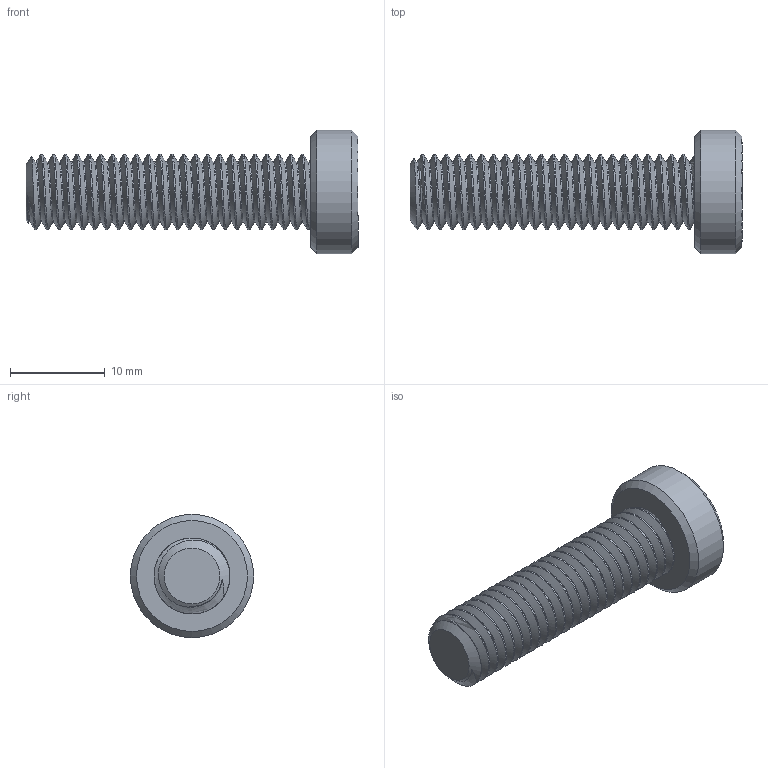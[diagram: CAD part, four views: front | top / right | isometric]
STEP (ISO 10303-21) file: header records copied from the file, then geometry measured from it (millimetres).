
FILE_DESCRIPTION(/* description */ (''),/* implementation_level */ '2;1');
FILE_NAME(/* name */ 'M8x30LHSCS-0 v1.step',/* time_stamp */ '2020-09-15T10:42:18-04:00',/* author */ (''),/* organization */ (''),/* preprocessor_version */ 'ST-DEVELOPER v18.1',/* originating_system */ 'Autodesk Translation Framework v9.3.0.1241',/* authorisation */ '');
FILE_SCHEMA (('AUTOMOTIVE_DESIGN { 1 0 10303 214 3 1 1 }'));
Length unit declared in the file: millimetre
Products named in the file (2): M8x30LHSCS-0; 92855A725
Assembly tree (1 placements, depth 2):
  M8x30LHSCS-0
    92855A725
Bounding box: 35 x 13 x 13 mm (x, y, z)
Volume: 1786.3 mm3; surface area: 1670.9 mm2
Topology: 1 solids, 1 shells, 72 faces, 191 edges, 123 vertices
Faces by surface type: cylinder 51, plane 10, cone 9, bspline 2
Full cylindrical faces by diameter (mm): 6.376 x23, 8 x23, 13 x1
Entity records: 6748 total; most frequent: CARTESIAN_POINT 5126, ORIENTED_EDGE 382, DIRECTION 242, EDGE_CURVE 191, VERTEX_POINT 123, B_SPLINE_CURVE_WITH_KNOTS 105, AXIS2_PLACEMENT_3D 89, EDGE_LOOP 74
